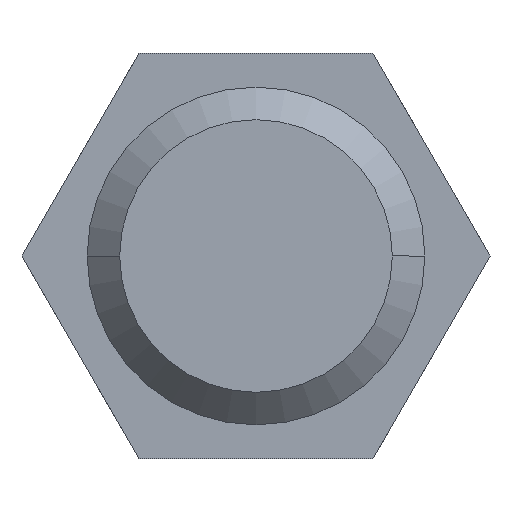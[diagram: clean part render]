
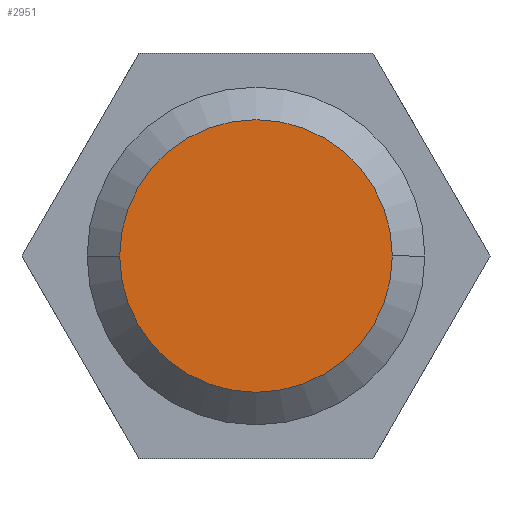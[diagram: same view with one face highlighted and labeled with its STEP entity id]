
A CAD part, front view. The second image highlights one B-rep face of the part: STEP entity #2951.
In plain terms, the highlighted planar face has unit normal (0, -1, 0).
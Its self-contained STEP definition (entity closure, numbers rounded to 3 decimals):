
#1138=CARTESIAN_POINT('',(0.,-3.434,0.));
#1139=DIRECTION('',(0.,-1.,0.));
#1140=DIRECTION('',(1.,0.,0.));
#1141=AXIS2_PLACEMENT_3D('',#1138,#1139,#1140);
#1143=CARTESIAN_POINT('',(0.,-3.434,0.));
#1144=DIRECTION('',(0.,-1.,0.));
#1145=DIRECTION('',(-1.,0.,0.));
#1146=AXIS2_PLACEMENT_3D('',#1143,#1144,#1145);
#1463=CARTESIAN_POINT('',(1.684,-3.434,0.));
#1464=CARTESIAN_POINT('',(-1.684,-3.434,0.));
#1465=VERTEX_POINT('',#1463);
#1466=VERTEX_POINT('',#1464);
#2941=CARTESIAN_POINT('',(0.,-3.434,0.));
#2942=DIRECTION('',(0.,-1.,0.));
#2943=DIRECTION('',(-1.,0.,0.));
#2944=AXIS2_PLACEMENT_3D('',#2941,#2942,#2943);
#2945=PLANE('',#2944);
#2947=ORIENTED_EDGE('',*,*,#2946,.F.);
#2948=ORIENTED_EDGE('',*,*,#2931,.F.);
#2949=EDGE_LOOP('',(#2947,#2948));
#2950=FACE_OUTER_BOUND('',#2949,.F.);
#2951=ADVANCED_FACE('',(#2950),#2945,.T.);
#1142=CIRCLE('',#1141,1.684);
#1147=CIRCLE('',#1146,1.684);
#2931=EDGE_CURVE('',#1466,#1465,#1147,.T.);
#2946=EDGE_CURVE('',#1465,#1466,#1142,.T.);
